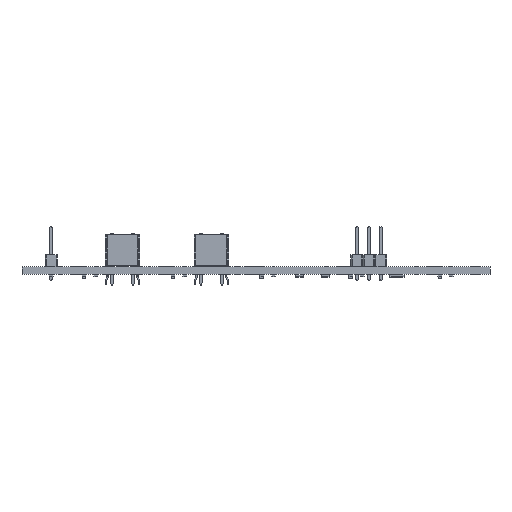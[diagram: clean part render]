
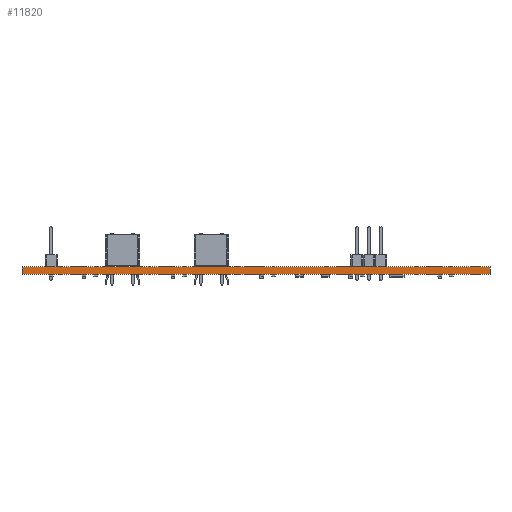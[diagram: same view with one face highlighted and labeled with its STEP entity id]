
A CAD part, front view. The second image highlights one B-rep face of the part: STEP entity #11820.
In plain terms, the highlighted planar face has unit normal (0, -1, 0).
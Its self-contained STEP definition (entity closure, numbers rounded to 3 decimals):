
#11820 = ADVANCED_FACE('',(#11821),#11855,.T.);
#11821 = FACE_BOUND('',#11822,.T.);
#11822 = EDGE_LOOP('',(#11823,#11833,#11841,#11849));
#11823 = ORIENTED_EDGE('',*,*,#11824,.T.);
#11824 = EDGE_CURVE('',#11825,#11827,#11829,.T.);
#11825 = VERTEX_POINT('',#11826);
#11826 = CARTESIAN_POINT('',(150.,-150.,0.));
#11827 = VERTEX_POINT('',#11828);
#11828 = CARTESIAN_POINT('',(150.,-150.,1.6));
#11829 = LINE('',#11830,#11831);
#11830 = CARTESIAN_POINT('',(150.,-150.,0.));
#11831 = VECTOR('',#11832,1.);
#11832 = DIRECTION('',(0.,0.,1.));
#11833 = ORIENTED_EDGE('',*,*,#11834,.T.);
#11834 = EDGE_CURVE('',#11827,#11835,#11837,.T.);
#11835 = VERTEX_POINT('',#11836);
#11836 = CARTESIAN_POINT('',(50.,-150.,1.6));
#11837 = LINE('',#11838,#11839);
#11838 = CARTESIAN_POINT('',(150.,-150.,1.6));
#11839 = VECTOR('',#11840,1.);
#11840 = DIRECTION('',(-1.,0.,0.));
#11841 = ORIENTED_EDGE('',*,*,#11842,.F.);
#11842 = EDGE_CURVE('',#11843,#11835,#11845,.T.);
#11843 = VERTEX_POINT('',#11844);
#11844 = CARTESIAN_POINT('',(50.,-150.,0.));
#11845 = LINE('',#11846,#11847);
#11846 = CARTESIAN_POINT('',(50.,-150.,0.));
#11847 = VECTOR('',#11848,1.);
#11848 = DIRECTION('',(0.,0.,1.));
#11849 = ORIENTED_EDGE('',*,*,#11850,.F.);
#11850 = EDGE_CURVE('',#11825,#11843,#11851,.T.);
#11851 = LINE('',#11852,#11853);
#11852 = CARTESIAN_POINT('',(150.,-150.,0.));
#11853 = VECTOR('',#11854,1.);
#11854 = DIRECTION('',(-1.,0.,0.));
#11855 = PLANE('',#11856);
#11856 = AXIS2_PLACEMENT_3D('',#11857,#11858,#11859);
#11857 = CARTESIAN_POINT('',(150.,-150.,0.));
#11858 = DIRECTION('',(0.,-1.,0.));
#11859 = DIRECTION('',(-1.,0.,0.));
